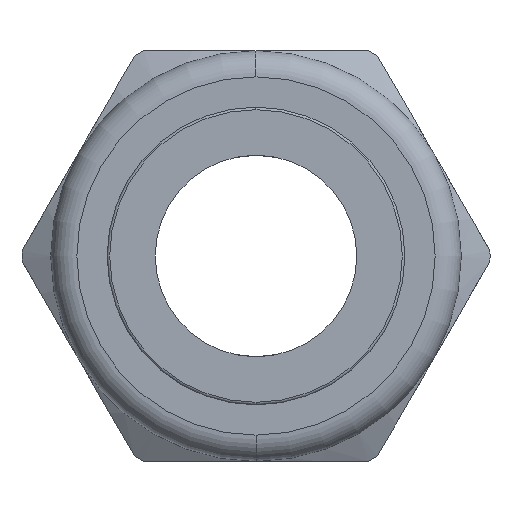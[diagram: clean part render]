
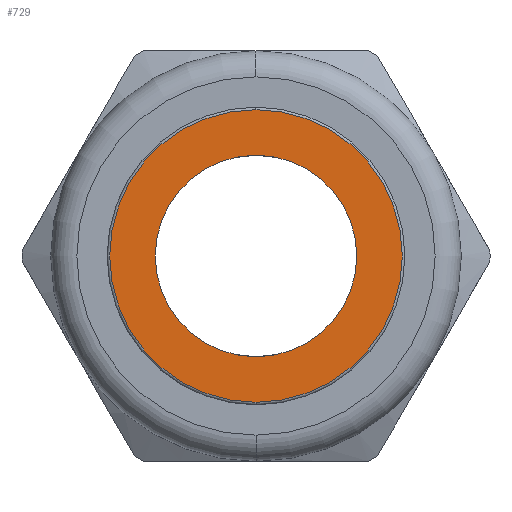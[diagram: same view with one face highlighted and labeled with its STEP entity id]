
A CAD part, left-side view. The second image highlights one B-rep face of the part: STEP entity #729.
In plain terms, the highlighted planar face has unit normal (-1, 0, 0).
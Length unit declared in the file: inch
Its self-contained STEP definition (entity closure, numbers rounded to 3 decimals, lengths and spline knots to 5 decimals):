
#651 = EDGE_LOOP ( 'NONE', ( #652, #653 ) ) ;
#652 = ORIENTED_EDGE ( 'NONE', *, *, #758, .T. ) ;
#653 = ORIENTED_EDGE ( 'NONE', *, *, #677, .T. ) ;
#654 = EDGE_LOOP ( 'NONE', ( #684, #685 ) ) ;
#677 = EDGE_CURVE ( 'NONE', #678, #679, #2422, .T. ) ;
#678 = VERTEX_POINT ( 'NONE', #2418 ) ;
#679 = VERTEX_POINT ( 'NONE', #2417 ) ;
#684 = ORIENTED_EDGE ( 'NONE', *, *, #691, .F. ) ;
#685 = ORIENTED_EDGE ( 'NONE', *, *, #726, .F. ) ;
#691 = EDGE_CURVE ( 'NONE', #692, #693, #2467, .T. ) ;
#692 = VERTEX_POINT ( 'NONE', #2462 ) ;
#693 = VERTEX_POINT ( 'NONE', #2461 ) ;
#726 = EDGE_CURVE ( 'NONE', #693, #692, #2536, .T. ) ;
#729 = ADVANCED_FACE ( 'NONE', ( #2531, #2530 ), #2529, .T. ) ;
#758 = EDGE_CURVE ( 'NONE', #679, #678, #2600, .T. ) ;
#2417 = CARTESIAN_POINT ( 'NONE',  ( -0.705, 0., -0.395 ) ) ;
#2418 = CARTESIAN_POINT ( 'NONE',  ( -0.705, 0., 0.395 ) ) ;
#2419 = DIRECTION ( 'NONE',  ( 0., 0., -1. ) ) ;
#2420 = DIRECTION ( 'NONE',  ( 1., 0., 0. ) ) ;
#2421 = AXIS2_PLACEMENT_3D ( 'NONE', #2428, #2420, #2419 ) ;
#2422 = CIRCLE ( 'NONE', #2421, 0.395 ) ;
#2428 = CARTESIAN_POINT ( 'NONE',  ( -0.705, 0., 0. ) ) ;
#2461 = CARTESIAN_POINT ( 'NONE',  ( -0.705, 0., 0.57362 ) ) ;
#2462 = CARTESIAN_POINT ( 'NONE',  ( -0.705, 0., -0.57362 ) ) ;
#2463 = DIRECTION ( 'NONE',  ( 0., 0., -1. ) ) ;
#2464 = DIRECTION ( 'NONE',  ( 1., 0., 0. ) ) ;
#2465 = CARTESIAN_POINT ( 'NONE',  ( -0.705, 0., 0. ) ) ;
#2466 = AXIS2_PLACEMENT_3D ( 'NONE', #2465, #2464, #2463 ) ;
#2467 = CIRCLE ( 'NONE', #2466, 0.57362 ) ;
#2525 = DIRECTION ( 'NONE',  ( 0., 0., 1. ) ) ;
#2526 = DIRECTION ( 'NONE',  ( -1., 0., 0. ) ) ;
#2527 = CARTESIAN_POINT ( 'NONE',  ( -0.705, 0.57362, 0. ) ) ;
#2528 = AXIS2_PLACEMENT_3D ( 'NONE', #2527, #2526, #2525 ) ;
#2529 = PLANE ( 'NONE',  #2528 ) ;
#2530 = FACE_OUTER_BOUND ( 'NONE', #654, .T. ) ;
#2531 = FACE_BOUND ( 'NONE', #651, .T. ) ;
#2532 = DIRECTION ( 'NONE',  ( 0., 0., -1. ) ) ;
#2533 = DIRECTION ( 'NONE',  ( 1., 0., 0. ) ) ;
#2534 = CARTESIAN_POINT ( 'NONE',  ( -0.705, 0., 0. ) ) ;
#2535 = AXIS2_PLACEMENT_3D ( 'NONE', #2534, #2533, #2532 ) ;
#2536 = CIRCLE ( 'NONE', #2535, 0.57362 ) ;
#2597 = DIRECTION ( 'NONE',  ( 0., 0., -1. ) ) ;
#2598 = DIRECTION ( 'NONE',  ( 1., 0., 0. ) ) ;
#2599 = AXIS2_PLACEMENT_3D ( 'NONE', #2605, #2598, #2597 ) ;
#2600 = CIRCLE ( 'NONE', #2599, 0.395 ) ;
#2605 = CARTESIAN_POINT ( 'NONE',  ( -0.705, 0., 0. ) ) ;
